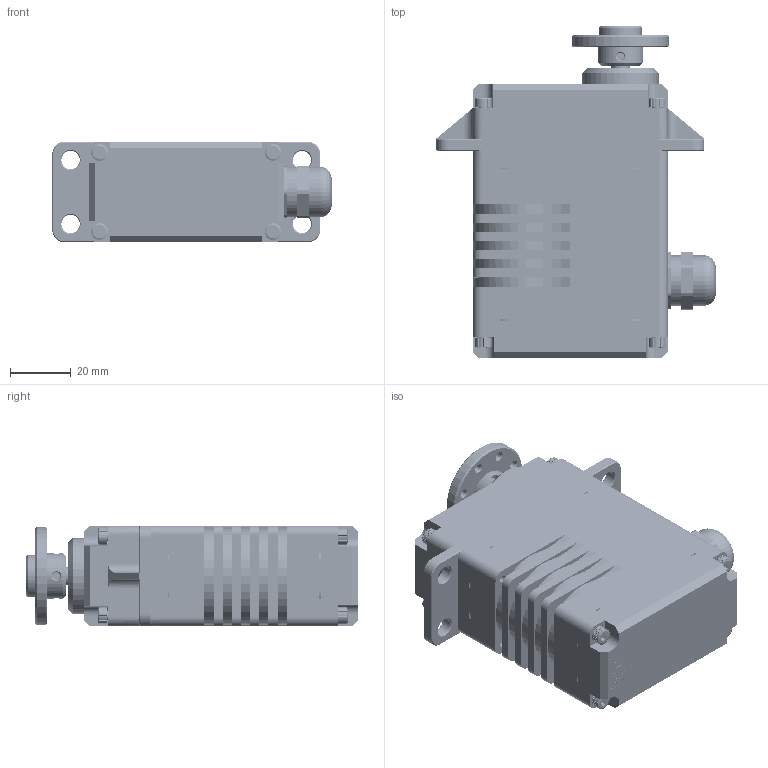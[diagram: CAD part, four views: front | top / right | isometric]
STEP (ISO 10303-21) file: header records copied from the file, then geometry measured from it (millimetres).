
FILE_DESCRIPTION((''),'2;1');
FILE_NAME('SG33BL-CAN_ASM','2020-08-05T',('±è»ó¹Î'),(''),'CREO PARAMETRIC BY PTC INC, 2016050','CREO PARAMETRIC BY PTC INC, 2016050','');
FILE_SCHEMA(('CONFIG_CONTROL_DESIGN'));
Products named in the file (20): SG33L-SW; 120208000043_SI_1100_T-RING; SG33SG4_HORN_SHAFT; S33G4_12XXXXXXXXXX_ASM; I-MOS_S45C_120217000116; 120201000114_SC_M3XL3; 120204000002_SW_5_9X3_1; HSH_M3XL30_SUS_120201000141; HSH_M3X15_SUS_120201000155; CABLE; DAPG9ML_BUSH; DAPG9ML_PIPE; DAPG9ML_HOUSING; DAPG9ML_CAP_NUT; DAPG9ML_O_RING; DAPG9ML_NUT; DAPG-9ML_ASM; S33T-E-G_AL6061_120101010127_1_; SG33HT-SW_1; SG33BL-CAN_ASM
Assembly tree (34 placements, depth 3):
  SG33BL-CAN_ASM
    SG33L-SW
    120208000043_SI_1100_T-RING  x2
    S33G4_12XXXXXXXXXX_ASM
      SG33SG4_HORN_SHAFT
    I-MOS_S45C_120217000116
    120201000114_SC_M3XL3  x2
    120204000002_SW_5_9X3_1  x8
    HSH_M3XL30_SUS_120201000141  x4
    HSH_M3X15_SUS_120201000155  x4
    DAPG-9ML_ASM
      CABLE
      DAPG9ML_BUSH
      DAPG9ML_PIPE
      DAPG9ML_HOUSING
      DAPG9ML_CAP_NUT
      DAPG9ML_O_RING
      DAPG9ML_NUT
    S33T-E-G_AL6061_120101010127_1_
    SG33HT-SW_1
Bounding box: 91.8 x 109 x 33 mm (x, y, z)
Volume: 180181.4 mm3; surface area: 55897.5 mm2
Topology: 32 solids, 34 shells, 2908 faces, 8039 edges, 5223 vertices
Faces by surface type: cylinder 1390, plane 1069, bspline 263, cone 140, torus 46
Entity records: 79662 total; most frequent: CARTESIAN_POINT 30614, ORIENTED_EDGE 7766, DIRECTION 7100, EDGE_CURVE 3883, PRESENTATION_STYLE_ASSIGNMENT 3701, STYLED_ITEM 3573, CURVE_STYLE 3438, VERTEX_POINT 2523
